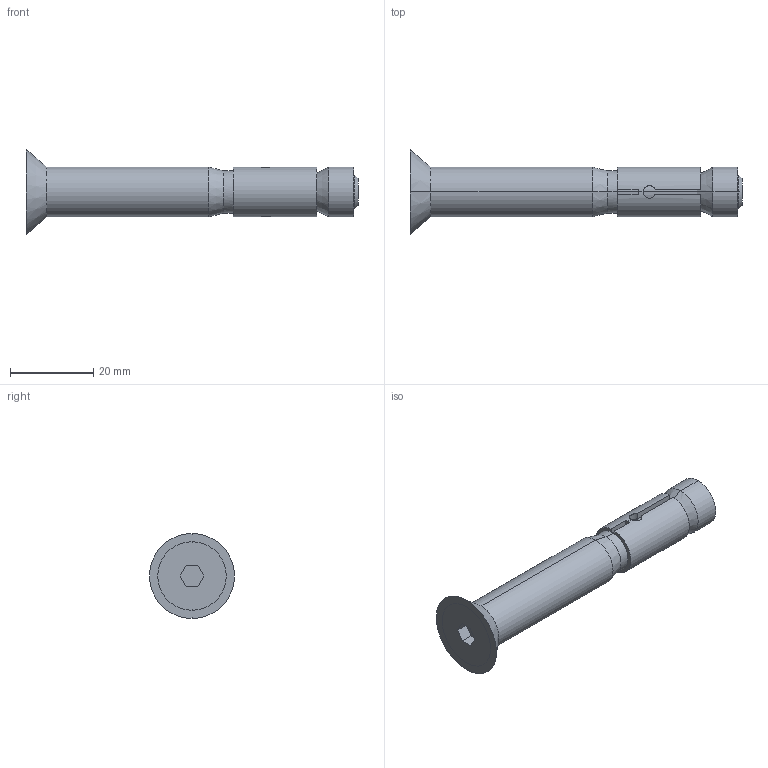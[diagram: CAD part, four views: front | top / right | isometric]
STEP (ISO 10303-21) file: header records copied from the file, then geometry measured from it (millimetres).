
FILE_DESCRIPTION (( 'STEP AP214' ), '1' );
FILE_NAME ('Q5_08-HAZ-M8-80SK_S.STEP', '2022-01-18T14:47:31', ( '' ), ( '' ), 'SwSTEP 2.0', 'SolidWorks 2019', '' );
FILE_SCHEMA (( 'AUTOMOTIVE_DESIGN' ));
Length unit declared in the file: millimetre
Products named in the file (1): Q5_08-HAZ-M8-80SK_S
Bounding box: 80 x 20.5 x 20.5 mm (x, y, z)
Volume: 9119.4 mm3; surface area: 8067.1 mm2
Topology: 2 solids, 2 shells, 60 faces, 158 edges, 98 vertices
Faces by surface type: plane 30, cylinder 18, cone 12
Entity records: 2677 total; most frequent: CARTESIAN_POINT 449, DIRECTION 328, ORIENTED_EDGE 316, EDGE_CURVE 158, AXIS2_PLACEMENT_3D 121, VERTEX_POINT 98, LINE 86, VECTOR 86
